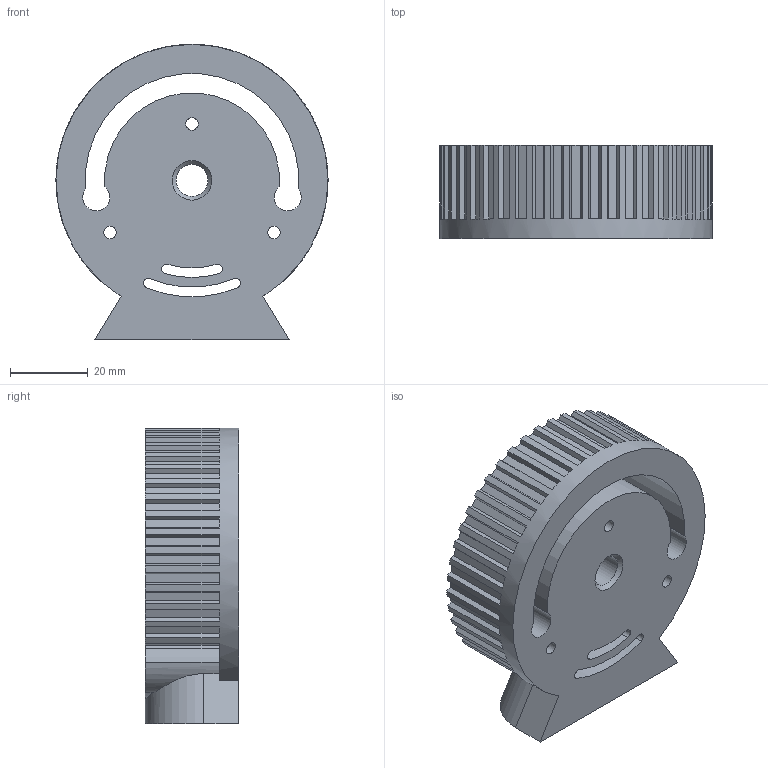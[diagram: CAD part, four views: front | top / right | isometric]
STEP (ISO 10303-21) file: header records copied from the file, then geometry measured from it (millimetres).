
FILE_DESCRIPTION(/* description */ (''),/* implementation_level */ '2;1');
FILE_NAME(/* name */ '4M2CB v2.step',/* time_stamp */ '2019-03-05T07:35:23-06:00',/* author */ (''),/* organization */ (''),/* preprocessor_version */ 'ST-DEVELOPER v17.2',/* originating_system */ 'Autodesk Translation Framework v7.6.0.251',/* authorisation */ '');
FILE_SCHEMA (('AUTOMOTIVE_DESIGN { 1 0 10303 214 3 1 1 }'));
Length unit declared in the file: millimetre
Products named in the file (1): 4M2CB
Bounding box: 70 x 24 x 76 mm (x, y, z)
Volume: 76699.7 mm3; surface area: 25032.1 mm2
Topology: 1 solids, 1 shells, 221 faces, 652 edges, 440 vertices
Faces by surface type: plane 185, cylinder 34, cone 2
Full cylindrical faces by diameter (mm): 3.2 x3, 3.3 x2, 5.2 x2, 5.9 x3, 8.2 x1
Entity records: 7478 total; most frequent: CARTESIAN_POINT 1350, ORIENTED_EDGE 1304, DIRECTION 1240, EDGE_CURVE 652, LINE 500, VECTOR 500, VERTEX_POINT 440, AXIS2_PLACEMENT_3D 370
